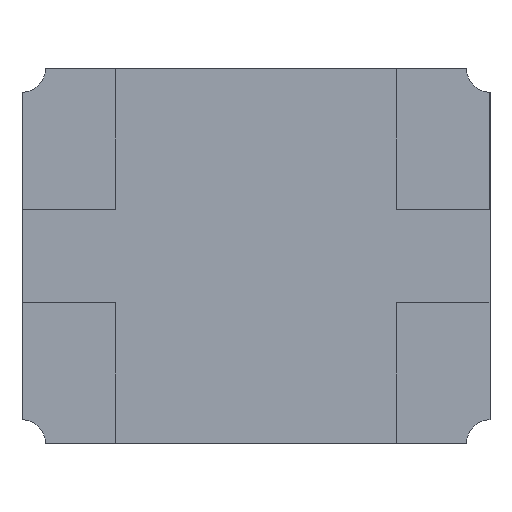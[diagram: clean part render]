
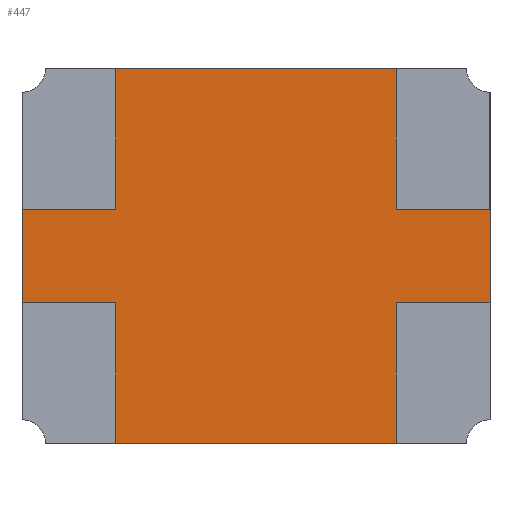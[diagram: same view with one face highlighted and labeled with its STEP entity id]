
A CAD part, front view. The second image highlights one B-rep face of the part: STEP entity #447.
In plain terms, the highlighted planar face has unit normal (0, -1, 0).
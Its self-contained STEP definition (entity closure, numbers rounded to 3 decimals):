
#26 = CARTESIAN_POINT ( 'NONE',  ( 1., 0., 0.8 ) ) ;
#77 = EDGE_CURVE ( 'NONE', #793, #2847, #877, .T. ) ;
#80 = EDGE_CURVE ( 'NONE', #177, #1220, #2508, .T. ) ;
#177 = VERTEX_POINT ( 'NONE', #2075 ) ;
#184 = VECTOR ( 'NONE', #2693, 1000. ) ;
#198 = DIRECTION ( 'NONE',  ( 0., 1., 0. ) ) ;
#221 = EDGE_CURVE ( 'NONE', #1220, #356, #1659, .T. ) ;
#231 = CARTESIAN_POINT ( 'NONE',  ( -1., 0., 0.7 ) ) ;
#269 = VERTEX_POINT ( 'NONE', #635 ) ;
#324 = CARTESIAN_POINT ( 'NONE',  ( 0.9, 0., 0.8 ) ) ;
#356 = VERTEX_POINT ( 'NONE', #2887 ) ;
#370 = VECTOR ( 'NONE', #488, 1000. ) ;
#397 = ORIENTED_EDGE ( 'NONE', *, *, #1901, .T. ) ;
#430 = DIRECTION ( 'NONE',  ( -1., 0., 0. ) ) ;
#444 = EDGE_CURVE ( 'NONE', #356, #269, #2000, .T. ) ;
#447 = ADVANCED_FACE ( 'NONE', ( #585 ), #2593, .T. ) ;
#455 = CARTESIAN_POINT ( 'NONE',  ( 1., 0., -0.8 ) ) ;
#488 = DIRECTION ( 'NONE',  ( 0., 0., -1. ) ) ;
#524 = VECTOR ( 'NONE', #1651, 1000. ) ;
#578 = CARTESIAN_POINT ( 'NONE',  ( -0.9, 0., -0.8 ) ) ;
#585 = FACE_OUTER_BOUND ( 'NONE', #2566, .T. ) ;
#635 = CARTESIAN_POINT ( 'NONE',  ( 1., 0., -0.7 ) ) ;
#694 = AXIS2_PLACEMENT_3D ( 'NONE', #1983, #2874, #1374 ) ;
#793 = VERTEX_POINT ( 'NONE', #1894 ) ;
#859 = CARTESIAN_POINT ( 'NONE',  ( -0.9, 0., 0.8 ) ) ;
#877 = CIRCLE ( 'NONE', #2876, 0.1 ) ;
#1002 = CARTESIAN_POINT ( 'NONE',  ( 0., 0., 0. ) ) ;
#1031 = DIRECTION ( 'NONE',  ( 0., 0., -1. ) ) ;
#1096 = ORIENTED_EDGE ( 'NONE', *, *, #1448, .T. ) ;
#1159 = EDGE_CURVE ( 'NONE', #2118, #2657, #2616, .T. ) ;
#1165 = CARTESIAN_POINT ( 'NONE',  ( -1., 0., 0.7 ) ) ;
#1168 = AXIS2_PLACEMENT_3D ( 'NONE', #455, #2688, #1371 ) ;
#1220 = VERTEX_POINT ( 'NONE', #578 ) ;
#1245 = ORIENTED_EDGE ( 'NONE', *, *, #80, .T. ) ;
#1371 = DIRECTION ( 'NONE',  ( 0., 0., 1. ) ) ;
#1374 = DIRECTION ( 'NONE',  ( 1., 0., 0. ) ) ;
#1448 = EDGE_CURVE ( 'NONE', #269, #793, #2878, .T. ) ;
#1620 = EDGE_CURVE ( 'NONE', #2847, #2118, #2325, .T. ) ;
#1627 = DIRECTION ( 'NONE',  ( 0., 1., 0. ) ) ;
#1646 = CARTESIAN_POINT ( 'NONE',  ( -0.9, 0., -0.8 ) ) ;
#1651 = DIRECTION ( 'NONE',  ( -1., 0., 0. ) ) ;
#1659 = LINE ( 'NONE', #1646, #2463 ) ;
#1693 = ORIENTED_EDGE ( 'NONE', *, *, #221, .T. ) ;
#1748 = CARTESIAN_POINT ( 'NONE',  ( 1., 0., -0.7 ) ) ;
#1789 = ORIENTED_EDGE ( 'NONE', *, *, #77, .T. ) ;
#1839 = CARTESIAN_POINT ( 'NONE',  ( -1., 0., 0.8 ) ) ;
#1894 = CARTESIAN_POINT ( 'NONE',  ( 1., 0., 0.7 ) ) ;
#1901 = EDGE_CURVE ( 'NONE', #2657, #177, #2046, .T. ) ;
#1936 = ORIENTED_EDGE ( 'NONE', *, *, #444, .T. ) ;
#1983 = CARTESIAN_POINT ( 'NONE',  ( -1., 0., -0.8 ) ) ;
#2000 = CIRCLE ( 'NONE', #1168, 0.1 ) ;
#2032 = ORIENTED_EDGE ( 'NONE', *, *, #1620, .T. ) ;
#2037 = CARTESIAN_POINT ( 'NONE',  ( 0.9, 0., 0.8 ) ) ;
#2046 = LINE ( 'NONE', #231, #370 ) ;
#2075 = CARTESIAN_POINT ( 'NONE',  ( -1., 0., -0.7 ) ) ;
#2080 = DIRECTION ( 'NONE',  ( 0., -1., 0. ) ) ;
#2118 = VERTEX_POINT ( 'NONE', #859 ) ;
#2180 = ORIENTED_EDGE ( 'NONE', *, *, #1159, .T. ) ;
#2183 = AXIS2_PLACEMENT_3D ( 'NONE', #1002, #2080, #1031 ) ;
#2188 = AXIS2_PLACEMENT_3D ( 'NONE', #1839, #1627, #2290 ) ;
#2290 = DIRECTION ( 'NONE',  ( 0., 0., -1. ) ) ;
#2325 = LINE ( 'NONE', #324, #524 ) ;
#2463 = VECTOR ( 'NONE', #2533, 1000. ) ;
#2508 = CIRCLE ( 'NONE', #694, 0.1 ) ;
#2533 = DIRECTION ( 'NONE',  ( 1., 0., 0. ) ) ;
#2566 = EDGE_LOOP ( 'NONE', ( #2032, #2180, #397, #1245, #1693, #1936, #1096, #1789 ) ) ;
#2593 = PLANE ( 'NONE',  #2183 ) ;
#2616 = CIRCLE ( 'NONE', #2188, 0.1 ) ;
#2657 = VERTEX_POINT ( 'NONE', #1165 ) ;
#2688 = DIRECTION ( 'NONE',  ( 0., 1., 0. ) ) ;
#2693 = DIRECTION ( 'NONE',  ( 0., 0., 1. ) ) ;
#2847 = VERTEX_POINT ( 'NONE', #2037 ) ;
#2874 = DIRECTION ( 'NONE',  ( 0., 1., 0. ) ) ;
#2876 = AXIS2_PLACEMENT_3D ( 'NONE', #26, #198, #430 ) ;
#2878 = LINE ( 'NONE', #1748, #184 ) ;
#2887 = CARTESIAN_POINT ( 'NONE',  ( 0.9, 0., -0.8 ) ) ;
